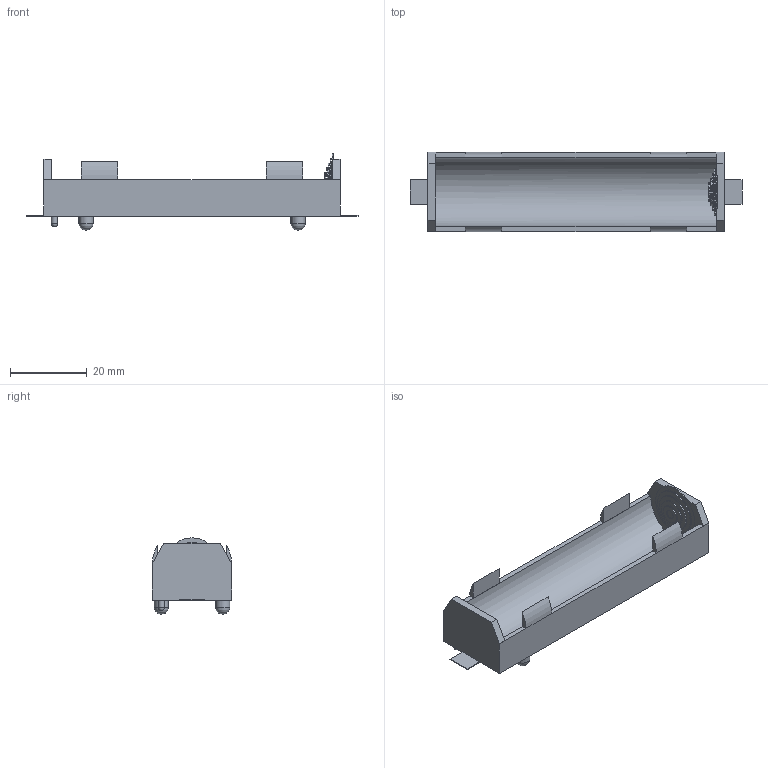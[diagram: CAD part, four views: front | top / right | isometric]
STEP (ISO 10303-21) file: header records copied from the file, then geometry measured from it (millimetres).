
FILE_DESCRIPTION(/* description */ ('model of BatteryHolder_Keystone_1042_1x18650'),/* implementation_level */ '2;1');
FILE_NAME(/* name */ 'BatteryHolder_Keystone_1042_1x18650.step',/* time_stamp */ '2018-12-13T15:58:12',/* author */ ('kicad StepUp','ksu'),/* organization */ ('FreeCAD'),/* preprocessor_version */ 'OCC',/* originating_system */ 'kicad StepUp',/* authorisation */ '');
FILE_SCHEMA(('AUTOMOTIVE_DESIGN { 1 0 10303 214 1 1 1 1 }'));
Length unit declared in the file: millimetre
Products named in the file (1): Keystone_1042_1x18650
Bounding box: 86.41 x 20.65 x 19.83 mm (x, y, z)
Volume: 6080.8 mm3; surface area: 7377.3 mm2
Topology: 9 solids, 9 shells, 86 faces, 190 edges, 121 vertices
Faces by surface type: plane 62, cylinder 21, revolution 3
Full cylindrical faces by diameter (mm): 0.02 x1, 1.57 x1, 2.4 x1, 3.68 x2, 4.8 x2, 7.2 x2, 9.6 x2, 12 x1
Entity records: 1666 total; most frequent: ORIENTED_EDGE 308, CARTESIAN_POINT 261, EDGE_CURVE 190, VERTEX_POINT 121, LINE 108, FACE_BOUND 95, EDGE_LOOP 95, AXIS2_PLACEMENT_3D 92
